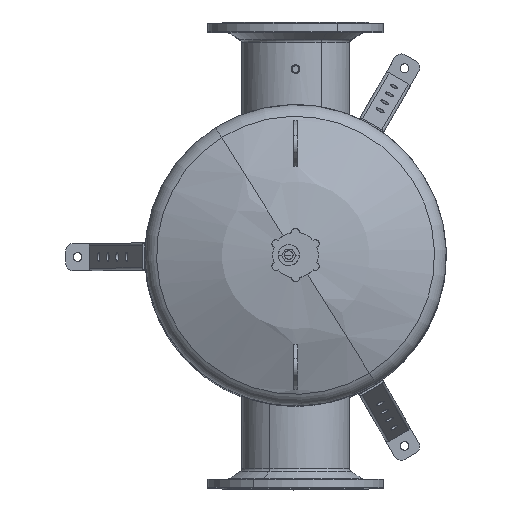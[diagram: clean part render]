
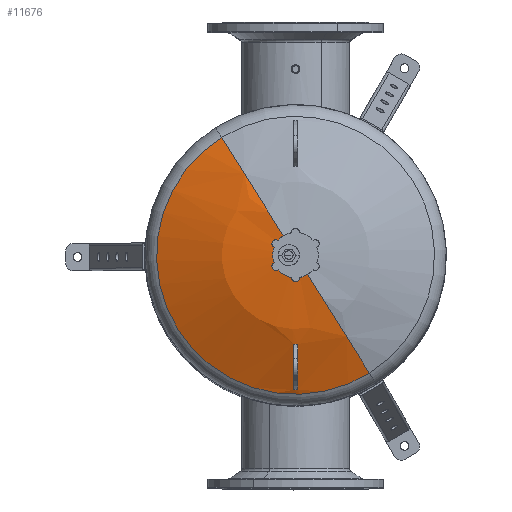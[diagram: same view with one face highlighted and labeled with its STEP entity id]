
A CAD part, top view. The second image highlights one B-rep face of the part: STEP entity #11676.
In plain terms, the highlighted spherical face has radius 750 mm.
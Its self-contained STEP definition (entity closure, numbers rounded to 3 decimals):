
#11383=CARTESIAN_POINT('Vertex',(-6.137,9.791,1124.587)) ;
#11388=CARTESIAN_POINT('Axis2P3D Location',(0.,0.,1124.587)) ;
#11392=CARTESIAN_POINT('Vertex',(5.54,-10.141,1124.587)) ;
#11422=CARTESIAN_POINT('Axis2P3D Location',(0.,0.,1124.587)) ;
#11426=CARTESIAN_POINT('Vertex',(6.137,-9.791,1124.587)) ;
#11493=CARTESIAN_POINT('Control Point',(5.,-224.474,1090.278)) ;
#11494=CARTESIAN_POINT('Control Point',(5.,-233.663,1087.396)) ;
#11495=CARTESIAN_POINT('Control Point',(5.,-242.808,1084.365)) ;
#11496=CARTESIAN_POINT('Control Point',(5.,-251.905,1081.187)) ;
#11497=CARTESIAN_POINT('Control Point',(5.,-272.978,1073.444)) ;
#11498=CARTESIAN_POINT('Control Point',(5.,-293.753,1064.916)) ;
#11499=CARTESIAN_POINT('Control Point',(5.,-305.505,1059.795)) ;
#11500=CARTESIAN_POINT('Control Point',(5.,-319.492,1053.342)) ;
#11501=CARTESIAN_POINT('Control Point',(5.,-333.306,1046.533)) ;
#11502=CARTESIAN_POINT('Control Point',(5.,-335.618,1045.381)) ;
#11503=CARTESIAN_POINT('Control Point',(5.,-337.926,1044.219)) ;
#11504=CARTESIAN_POINT('Control Point',(5.,-340.228,1043.047)) ;
#11505=CARTESIAN_POINT('Vertex',(5.,-224.474,1090.278)) ;
#11507=CARTESIAN_POINT('Vertex',(5.,-340.228,1043.047)) ;
#11554=CARTESIAN_POINT('Vertex',(-5.,-224.474,1090.278)) ;
#11558=CARTESIAN_POINT('Control Point',(5.,-224.474,1090.278)) ;
#11559=CARTESIAN_POINT('Control Point',(1.666,-224.484,1090.298)) ;
#11560=CARTESIAN_POINT('Control Point',(-1.666,-224.484,1090.298)) ;
#11561=CARTESIAN_POINT('Control Point',(-5.,-224.474,1090.278)) ;
#11579=CARTESIAN_POINT('Vertex',(-5.,-340.228,1043.047)) ;
#11583=CARTESIAN_POINT('Control Point',(-5.,-224.474,1090.278)) ;
#11584=CARTESIAN_POINT('Control Point',(-5.,-233.663,1087.396)) ;
#11585=CARTESIAN_POINT('Control Point',(-5.,-242.808,1084.365)) ;
#11586=CARTESIAN_POINT('Control Point',(-5.,-251.905,1081.187)) ;
#11587=CARTESIAN_POINT('Control Point',(-5.,-272.978,1073.444)) ;
#11588=CARTESIAN_POINT('Control Point',(-5.,-293.753,1064.916)) ;
#11589=CARTESIAN_POINT('Control Point',(-5.,-305.505,1059.795)) ;
#11590=CARTESIAN_POINT('Control Point',(-5.,-319.492,1053.342)) ;
#11591=CARTESIAN_POINT('Control Point',(-5.,-333.306,1046.533)) ;
#11592=CARTESIAN_POINT('Control Point',(-5.,-335.618,1045.381)) ;
#11593=CARTESIAN_POINT('Control Point',(-5.,-337.926,1044.219)) ;
#11594=CARTESIAN_POINT('Control Point',(-5.,-340.228,1043.047)) ;
#11627=CARTESIAN_POINT('Control Point',(5.,-340.228,1043.047)) ;
#11628=CARTESIAN_POINT('Control Point',(1.666,-340.227,1043.072)) ;
#11629=CARTESIAN_POINT('Control Point',(-1.666,-340.227,1043.072)) ;
#11630=CARTESIAN_POINT('Control Point',(-5.,-340.228,1043.047)) ;
#11639=CARTESIAN_POINT('Axis2P3D Location',(0.,0.,374.676)) ;
#11644=CARTESIAN_POINT('Axis2P3D Location',(0.,0.,374.676)) ;
#11648=CARTESIAN_POINT('Vertex',(-186.593,297.668,1037.305)) ;
#11651=CARTESIAN_POINT('Axis2P3D Location',(0.,0.,1037.305)) ;
#11655=CARTESIAN_POINT('Vertex',(186.593,-297.668,1037.305)) ;
#11658=CARTESIAN_POINT('Axis2P3D Location',(0.,0.,374.676)) ;
#11389=DIRECTION('Axis2P3D Direction',(0.,0.,-1.)) ;
#11423=DIRECTION('Axis2P3D Direction',(0.,0.,-1.)) ;
#11640=DIRECTION('Axis2P3D Direction',(0.,0.,1.)) ;
#11641=DIRECTION('Axis2P3D XDirection',(-0.531,0.847,0.)) ;
#11645=DIRECTION('Axis2P3D Direction',(0.847,0.531,-0.)) ;
#11652=DIRECTION('Axis2P3D Direction',(0.,0.,1.)) ;
#11659=DIRECTION('Axis2P3D Direction',(-0.847,-0.531,0.)) ;
#11390=AXIS2_PLACEMENT_3D('Circle Axis2P3D',#11388,#11389,$) ;
#11424=AXIS2_PLACEMENT_3D('Circle Axis2P3D',#11422,#11423,$) ;
#11642=AXIS2_PLACEMENT_3D('Sphere Axis2P3D',#11639,#11640,#11641) ;
#11646=AXIS2_PLACEMENT_3D('Circle Axis2P3D',#11644,#11645,$) ;
#11653=AXIS2_PLACEMENT_3D('Circle Axis2P3D',#11651,#11652,$) ;
#11660=AXIS2_PLACEMENT_3D('Circle Axis2P3D',#11658,#11659,$) ;
#11664=ORIENTED_EDGE('',*,*,#11650,.F.) ;
#11665=ORIENTED_EDGE('',*,*,#11657,.T.) ;
#11666=ORIENTED_EDGE('',*,*,#11662,.T.) ;
#11667=ORIENTED_EDGE('',*,*,#11428,.T.) ;
#11668=ORIENTED_EDGE('',*,*,#11394,.F.) ;
#11671=ORIENTED_EDGE('',*,*,#11595,.F.) ;
#11672=ORIENTED_EDGE('',*,*,#11562,.F.) ;
#11673=ORIENTED_EDGE('',*,*,#11509,.T.) ;
#11674=ORIENTED_EDGE('',*,*,#11631,.T.) ;
#11675=FACE_BOUND('',#11670,.T.) ;
#11676=ADVANCED_FACE('PartBody',(#11669,#11675),#11643,.T.) ;
#11492=B_SPLINE_CURVE_WITH_KNOTS('',5,(#11493,#11494,#11495,#11496,#11497,#11498,#11499,#11500,#11501,#11502,#11503,#11504),.UNSPECIFIED.,.F.,.U.,(6,3,3,6),(2.66,70.835,161.482,179.754),.UNSPECIFIED.) ;
#11557=B_SPLINE_CURVE_WITH_KNOTS('',3,(#11558,#11559,#11560,#11561),.UNSPECIFIED.,.F.,.U.,(4,4),(0.,34.871),.UNSPECIFIED.) ;
#11582=B_SPLINE_CURVE_WITH_KNOTS('',5,(#11583,#11584,#11585,#11586,#11587,#11588,#11589,#11590,#11591,#11592,#11593,#11594),.UNSPECIFIED.,.F.,.U.,(6,3,3,6),(2.66,70.835,161.482,179.754),.UNSPECIFIED.) ;
#11626=B_SPLINE_CURVE_WITH_KNOTS('',3,(#11627,#11628,#11629,#11630),.UNSPECIFIED.,.F.,.U.,(4,4),(0.,24.205),.UNSPECIFIED.) ;
#11391=CIRCLE('generated circle',#11390,11.555) ;
#11425=CIRCLE('generated circle',#11424,11.555) ;
#11647=CIRCLE('generated circle',#11646,750.) ;
#11654=CIRCLE('generated circle',#11653,351.317) ;
#11661=CIRCLE('generated circle',#11660,750.) ;
#11394=EDGE_CURVE('',#11384,#11393,#11391,.F.) ;
#11428=EDGE_CURVE('',#11427,#11393,#11425,.T.) ;
#11509=EDGE_CURVE('',#11506,#11508,#11492,.T.) ;
#11562=EDGE_CURVE('',#11506,#11555,#11557,.T.) ;
#11595=EDGE_CURVE('',#11555,#11580,#11582,.T.) ;
#11631=EDGE_CURVE('',#11508,#11580,#11626,.T.) ;
#11650=EDGE_CURVE('',#11649,#11384,#11647,.T.) ;
#11657=EDGE_CURVE('',#11649,#11656,#11654,.T.) ;
#11662=EDGE_CURVE('',#11656,#11427,#11661,.T.) ;
#11663=EDGE_LOOP('',(#11664,#11665,#11666,#11667,#11668)) ;
#11670=EDGE_LOOP('',(#11671,#11672,#11673,#11674)) ;
#11669=FACE_OUTER_BOUND('',#11663,.T.) ;
#11643=SPHERICAL_SURFACE('',#11642,750.) ;
#11384=VERTEX_POINT('',#11383) ;
#11393=VERTEX_POINT('',#11392) ;
#11427=VERTEX_POINT('',#11426) ;
#11506=VERTEX_POINT('',#11505) ;
#11508=VERTEX_POINT('',#11507) ;
#11555=VERTEX_POINT('',#11554) ;
#11580=VERTEX_POINT('',#11579) ;
#11649=VERTEX_POINT('',#11648) ;
#11656=VERTEX_POINT('',#11655) ;
